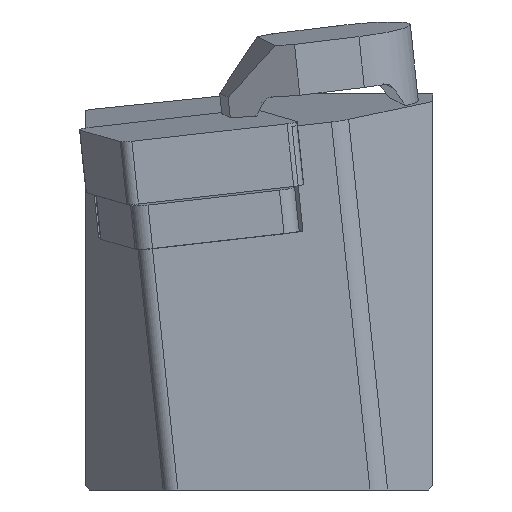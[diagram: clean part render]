
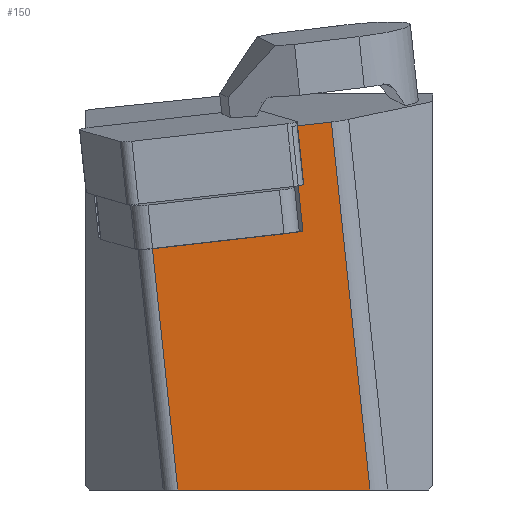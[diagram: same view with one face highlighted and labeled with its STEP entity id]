
A CAD part, left-side view. The second image highlights one B-rep face of the part: STEP entity #150.
In plain terms, the highlighted planar face has unit normal (-0.992, -0.087, -0.096).
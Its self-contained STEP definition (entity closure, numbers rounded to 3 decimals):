
#150=ADVANCED_FACE('',(#268),#218,.F.);
#218=PLANE('',#1331);
#268=FACE_OUTER_BOUND('',#337,.T.);
#337=EDGE_LOOP('',(#710,#711,#712,#713,#714,#715,#716));
#397=LINE('',#1766,#530);
#410=LINE('',#1799,#543);
#431=LINE('',#1850,#564);
#432=LINE('',#1852,#565);
#433=LINE('',#1854,#566);
#434=LINE('',#1856,#567);
#435=LINE('',#1857,#568);
#530=VECTOR('',#1423,1.);
#543=VECTOR('',#1446,1.);
#564=VECTOR('',#1487,1.);
#565=VECTOR('',#1488,1.);
#566=VECTOR('',#1489,1.);
#567=VECTOR('',#1490,1.);
#568=VECTOR('',#1491,1.);
#710=ORIENTED_EDGE('',*,*,#1114,.F.);
#711=ORIENTED_EDGE('',*,*,#1155,.F.);
#712=ORIENTED_EDGE('',*,*,#1156,.T.);
#713=ORIENTED_EDGE('',*,*,#1157,.F.);
#714=ORIENTED_EDGE('',*,*,#1158,.F.);
#715=ORIENTED_EDGE('',*,*,#1129,.F.);
#716=ORIENTED_EDGE('',*,*,#1159,.F.);
#1005=VERTEX_POINT('',#1764);
#1007=VERTEX_POINT('',#1767);
#1021=VERTEX_POINT('',#1798);
#1022=VERTEX_POINT('',#1800);
#1042=VERTEX_POINT('',#1851);
#1043=VERTEX_POINT('',#1853);
#1044=VERTEX_POINT('',#1855);
#1114=EDGE_CURVE('',#1005,#1007,#397,.T.);
#1129=EDGE_CURVE('',#1021,#1022,#410,.T.);
#1155=EDGE_CURVE('',#1042,#1005,#431,.T.);
#1156=EDGE_CURVE('',#1042,#1043,#432,.T.);
#1157=EDGE_CURVE('',#1044,#1043,#433,.T.);
#1158=EDGE_CURVE('',#1022,#1044,#434,.T.);
#1159=EDGE_CURVE('',#1007,#1021,#435,.T.);
#1331=AXIS2_PLACEMENT_3D('',#1858,#1492,#1493);
#1423=DIRECTION('',(0.076,-0.991,0.112));
#1446=DIRECTION('',(0.076,-0.991,0.112));
#1487=DIRECTION('',(0.076,-0.991,0.112));
#1488=DIRECTION('',(0.105,-0.104,-0.989));
#1489=DIRECTION('',(-0.088,0.996,0.));
#1490=DIRECTION('',(0.105,-0.104,-0.989));
#1491=DIRECTION('',(-0.105,0.104,0.989));
#1492=DIRECTION('',(0.992,0.087,0.096));
#1493=DIRECTION('',(0.096,0.,-0.995));
#1764=CARTESIAN_POINT('',(2.366,10.046,-6.475));
#1766=CARTESIAN_POINT('',(1.585,20.16,-7.62));
#1767=CARTESIAN_POINT('',(2.422,9.321,-6.392));
#1798=CARTESIAN_POINT('',(1.624,10.115,1.164));
#1799=CARTESIAN_POINT('',(0.787,20.954,-0.064));
#1800=CARTESIAN_POINT('',(1.842,7.285,1.485));
#1850=CARTESIAN_POINT('',(1.585,20.16,-7.62));
#1851=CARTESIAN_POINT('',(1.585,20.16,-7.62));
#1852=CARTESIAN_POINT('',(6.504,15.268,-54.166));
#1853=CARTESIAN_POINT('',(3.422,18.333,-25.));
#1854=CARTESIAN_POINT('',(3.714,15.022,-25.));
#1855=CARTESIAN_POINT('',(4.641,4.501,-25.));
#1856=CARTESIAN_POINT('',(7.56,1.598,-52.618));
#1857=CARTESIAN_POINT('',(7.341,4.429,-52.938));
#1858=CARTESIAN_POINT('',(6.504,15.268,-54.166));
